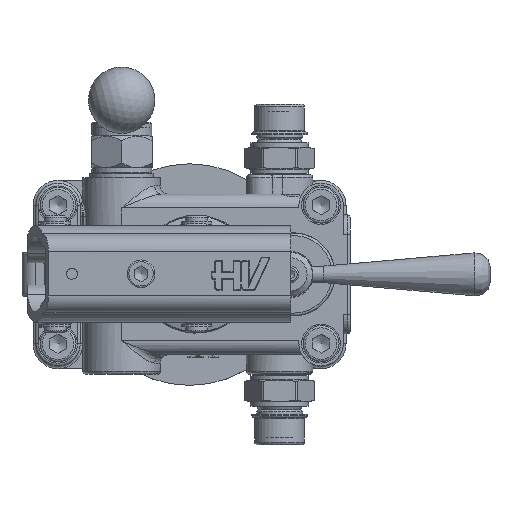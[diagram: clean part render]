
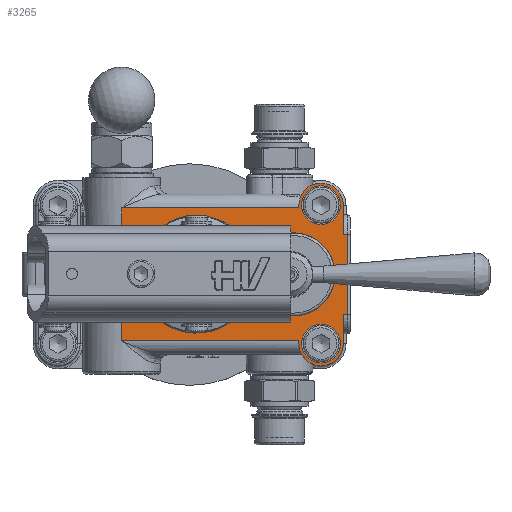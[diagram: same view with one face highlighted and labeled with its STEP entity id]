
A CAD part, top view. The second image highlights one B-rep face of the part: STEP entity #3265.
In plain terms, the highlighted planar face has unit normal (0, 0, 1).
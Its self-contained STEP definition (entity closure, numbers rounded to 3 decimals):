
#3056=CARTESIAN_POINT('',(46.504,20.355,43.));
#3057=VERTEX_POINT('',#3056);
#3058=CARTESIAN_POINT('',(59.,34.,43.));
#3059=DIRECTION('',(0.0,0.0,1.0));
#3060=DIRECTION('',(1.0,0.0,0.0));
#3061=AXIS2_PLACEMENT_3D('',#3058,#3059,#3060);
#3062=CIRCLE('',#3061,18.502);
#3063=EDGE_CURVE('',#3057,#3057,#3062,.T.);
#3080=CARTESIAN_POINT('',(104.,34.,43.));
#3081=DIRECTION('',(0.0,0.0,1.0));
#3082=DIRECTION('',(1.0,0.0,0.0));
#3083=AXIS2_PLACEMENT_3D('',#3080,#3081,#3082);
#3084=PLANE('',#3083);
#3085=CARTESIAN_POINT('',(113.5,48.5,43.));
#3086=VERTEX_POINT('',#3085);
#3087=CARTESIAN_POINT('',(113.5,19.5,43.));
#3088=VERTEX_POINT('',#3087);
#3089=CARTESIAN_POINT('',(113.5,48.5,43.));
#3090=DIRECTION('',(0.0,-1.0,0.0));
#3091=VECTOR('',#3090,29.);
#3092=LINE('',#3089,#3091);
#3093=EDGE_CURVE('',#3086,#3088,#3092,.T.);
#3094=ORIENTED_EDGE('',*,*,#3093,.F.);
#3095=CARTESIAN_POINT('',(112.,48.5,43.));
#3096=VERTEX_POINT('',#3095);
#3097=CARTESIAN_POINT('',(112.,48.5,43.));
#3098=DIRECTION('',(1.0,0.0,0.0));
#3099=VECTOR('',#3098,1.5);
#3100=LINE('',#3097,#3099);
#3101=EDGE_CURVE('',#3096,#3086,#3100,.T.);
#3102=ORIENTED_EDGE('',*,*,#3101,.F.);
#3103=CARTESIAN_POINT('',(112.0,59.,43.));
#3104=VERTEX_POINT('',#3103);
#3105=CARTESIAN_POINT('',(112.0,59.,43.));
#3106=DIRECTION('',(0.0,-1.0,0.0));
#3107=VECTOR('',#3106,10.5);
#3108=LINE('',#3105,#3107);
#3109=EDGE_CURVE('',#3104,#3096,#3108,.T.);
#3110=ORIENTED_EDGE('',*,*,#3109,.F.);
#3111=CARTESIAN_POINT('',(96.,59.,43.));
#3112=VERTEX_POINT('',#3111);
#3113=CARTESIAN_POINT('',(104.,59.,43.));
#3114=DIRECTION('',(0.0,0.0,-1.0));
#3115=DIRECTION('',(1.0,0.0,0.0));
#3116=AXIS2_PLACEMENT_3D('',#3113,#3114,#3115);
#3117=CIRCLE('',#3116,8.0);
#3118=EDGE_CURVE('',#3112,#3104,#3117,.T.);
#3119=ORIENTED_EDGE('',*,*,#3118,.F.);
#3120=CARTESIAN_POINT('',(96.,58.,43.));
#3121=VERTEX_POINT('',#3120);
#3122=CARTESIAN_POINT('',(96.,58.,43.));
#3123=DIRECTION('',(0.0,1.0,0.0));
#3124=VECTOR('',#3123,1.);
#3125=LINE('',#3122,#3124);
#3126=EDGE_CURVE('',#3121,#3112,#3125,.T.);
#3127=ORIENTED_EDGE('',*,*,#3126,.F.);
#3128=CARTESIAN_POINT('',(32.,58.,43.));
#3129=VERTEX_POINT('',#3128);
#3130=CARTESIAN_POINT('',(96.,58.,43.));
#3131=DIRECTION('',(-1.0,0.0,0.0));
#3132=VECTOR('',#3131,64.);
#3133=LINE('',#3130,#3132);
#3134=EDGE_CURVE('',#3121,#3129,#3133,.T.);
#3135=ORIENTED_EDGE('',*,*,#3134,.T.);
#3136=CARTESIAN_POINT('',(32.,44.122,43.));
#3137=VERTEX_POINT('',#3136);
#3138=CARTESIAN_POINT('',(32.0,44.122,43.0));
#3139=DIRECTION('',(0.0,1.0,0.0));
#3140=VECTOR('',#3139,13.878);
#3141=LINE('',#3138,#3140);
#3142=EDGE_CURVE('',#3137,#3129,#3141,.T.);
#3143=ORIENTED_EDGE('',*,*,#3142,.F.);
#3144=CARTESIAN_POINT('',(33.732,41.0,43.));
#3145=VERTEX_POINT('',#3144);
#3146=CARTESIAN_POINT('',(33.732,41.0,43.));
#3147=CARTESIAN_POINT('',(33.732,41.528,43.));
#3148=CARTESIAN_POINT('',(33.438,42.767,43.));
#3149=CARTESIAN_POINT('',(32.582,43.719,43.));
#3150=CARTESIAN_POINT('',(32.,44.122,43.));
#3151=B_SPLINE_CURVE_WITH_KNOTS('',3,(#3146,#3147,#3148,#3149,#3150),.UNSPECIFIED.,.F.,.U.,(4,1,4),(2.696,2.855,3.066),.UNSPECIFIED.);
#3152=EDGE_CURVE('',#3145,#3137,#3151,.T.);
#3153=ORIENTED_EDGE('',*,*,#3152,.F.);
#3154=CARTESIAN_POINT('',(33.732,27.,43.));
#3155=VERTEX_POINT('',#3154);
#3156=CARTESIAN_POINT('',(33.732,27.,43.));
#3157=DIRECTION('',(0.0,1.0,0.0));
#3158=VECTOR('',#3157,14.);
#3159=LINE('',#3156,#3158);
#3160=EDGE_CURVE('',#3155,#3145,#3159,.T.);
#3161=ORIENTED_EDGE('',*,*,#3160,.F.);
#3162=CARTESIAN_POINT('',(32.,23.878,43.));
#3163=VERTEX_POINT('',#3162);
#3164=CARTESIAN_POINT('',(32.,23.878,43.));
#3165=CARTESIAN_POINT('',(32.433,24.178,43.));
#3166=CARTESIAN_POINT('',(33.336,25.067,43.));
#3167=CARTESIAN_POINT('',(33.732,26.29,43.0));
#3168=CARTESIAN_POINT('',(33.732,27.,43.));
#3169=B_SPLINE_CURVE_WITH_KNOTS('',3,(#3164,#3165,#3166,#3167,#3168),.UNSPECIFIED.,.F.,.U.,(4,1,4),(2.696,2.854,3.065),.UNSPECIFIED.);
#3170=EDGE_CURVE('',#3163,#3155,#3169,.T.);
#3171=ORIENTED_EDGE('',*,*,#3170,.F.);
#3172=CARTESIAN_POINT('',(32.,10.0,43.));
#3173=VERTEX_POINT('',#3172);
#3174=CARTESIAN_POINT('',(32.0,10.,43.0));
#3175=DIRECTION('',(0.0,1.0,0.0));
#3176=VECTOR('',#3175,13.878);
#3177=LINE('',#3174,#3176);
#3178=EDGE_CURVE('',#3173,#3163,#3177,.T.);
#3179=ORIENTED_EDGE('',*,*,#3178,.F.);
#3180=CARTESIAN_POINT('',(96.0,10.0,43.));
#3181=VERTEX_POINT('',#3180);
#3182=CARTESIAN_POINT('',(96.0,10.0,43.));
#3183=DIRECTION('',(-1.0,0.0,0.0));
#3184=VECTOR('',#3183,64.);
#3185=LINE('',#3182,#3184);
#3186=EDGE_CURVE('',#3181,#3173,#3185,.T.);
#3187=ORIENTED_EDGE('',*,*,#3186,.F.);
#3188=CARTESIAN_POINT('',(96.0,9.,43.));
#3189=VERTEX_POINT('',#3188);
#3190=CARTESIAN_POINT('',(96.,9.,43.));
#3191=DIRECTION('',(0.0,1.0,0.0));
#3192=VECTOR('',#3191,1.);
#3193=LINE('',#3190,#3192);
#3194=EDGE_CURVE('',#3189,#3181,#3193,.T.);
#3195=ORIENTED_EDGE('',*,*,#3194,.F.);
#3196=CARTESIAN_POINT('',(112.,9.,43.));
#3197=VERTEX_POINT('',#3196);
#3198=CARTESIAN_POINT('',(104.0,9.,43.));
#3199=DIRECTION('',(0.0,0.0,-1.0));
#3200=DIRECTION('',(-1.0,0.0,0.0));
#3201=AXIS2_PLACEMENT_3D('',#3198,#3199,#3200);
#3202=CIRCLE('',#3201,8.0);
#3203=EDGE_CURVE('',#3197,#3189,#3202,.T.);
#3204=ORIENTED_EDGE('',*,*,#3203,.F.);
#3205=CARTESIAN_POINT('',(112.0,19.5,43.));
#3206=VERTEX_POINT('',#3205);
#3207=CARTESIAN_POINT('',(112.,19.5,43.));
#3208=DIRECTION('',(0.0,-1.0,0.0));
#3209=VECTOR('',#3208,10.5);
#3210=LINE('',#3207,#3209);
#3211=EDGE_CURVE('',#3206,#3197,#3210,.T.);
#3212=ORIENTED_EDGE('',*,*,#3211,.F.);
#3213=CARTESIAN_POINT('',(112.0,19.5,43.));
#3214=DIRECTION('',(1.0,0.0,0.0));
#3215=VECTOR('',#3214,1.5);
#3216=LINE('',#3213,#3215);
#3217=EDGE_CURVE('',#3206,#3088,#3216,.T.);
#3218=ORIENTED_EDGE('',*,*,#3217,.T.);
#3219=EDGE_LOOP('',(#3094,#3102,#3110,#3119,#3127,#3135,#3143,#3153,#3161,#3171,#3179,#3187,#3195,#3204,#3212,#3218));
#3220=FACE_OUTER_BOUND('',#3219,.T.);
#3221=CARTESIAN_POINT('',(83.0,44.198,43.));
#3222=VERTEX_POINT('',#3221);
#3223=CARTESIAN_POINT('',(83.0,23.802,43.));
#3224=VERTEX_POINT('',#3223);
#3225=CARTESIAN_POINT('',(94.,34.0,43.));
#3226=DIRECTION('',(0.0,0.0,-1.0));
#3227=DIRECTION('',(-1.0,0.0,0.0));
#3228=AXIS2_PLACEMENT_3D('',#3225,#3226,#3227);
#3229=CIRCLE('',#3228,15.0);
#3230=EDGE_CURVE('',#3222,#3224,#3229,.T.);
#3231=ORIENTED_EDGE('',*,*,#3230,.T.);
#3232=CARTESIAN_POINT('',(83.0,23.802,43.));
#3233=DIRECTION('',(0.0,1.0,0.0));
#3234=VECTOR('',#3233,20.396);
#3235=LINE('',#3232,#3234);
#3236=EDGE_CURVE('',#3224,#3222,#3235,.T.);
#3237=ORIENTED_EDGE('',*,*,#3236,.T.);
#3238=EDGE_LOOP('',(#3231,#3237));
#3239=FACE_BOUND('',#3238,.T.);
#3240=CARTESIAN_POINT('',(111.0,9.,43.));
#3241=VERTEX_POINT('',#3240);
#3242=CARTESIAN_POINT('',(104.0,9.,43.));
#3243=DIRECTION('',(0.0,0.0,-1.0));
#3244=DIRECTION('',(1.0,0.0,0.0));
#3245=AXIS2_PLACEMENT_3D('',#3242,#3243,#3244);
#3246=CIRCLE('',#3245,7.);
#3247=EDGE_CURVE('',#3241,#3241,#3246,.T.);
#3248=ORIENTED_EDGE('',*,*,#3247,.T.);
#3249=EDGE_LOOP('',(#3248));
#3250=FACE_BOUND('',#3249,.T.);
#3251=CARTESIAN_POINT('',(111.,59.,43.));
#3252=VERTEX_POINT('',#3251);
#3253=CARTESIAN_POINT('',(104.,59.,43.));
#3254=DIRECTION('',(0.0,0.0,-1.0));
#3255=DIRECTION('',(1.0,0.0,0.0));
#3256=AXIS2_PLACEMENT_3D('',#3253,#3254,#3255);
#3257=CIRCLE('',#3256,7.);
#3258=EDGE_CURVE('',#3252,#3252,#3257,.T.);
#3259=ORIENTED_EDGE('',*,*,#3258,.T.);
#3260=EDGE_LOOP('',(#3259));
#3261=FACE_BOUND('',#3260,.T.);
#3262=ORIENTED_EDGE('',*,*,#3063,.F.);
#3263=EDGE_LOOP('',(#3262));
#3264=FACE_BOUND('',#3263,.T.);
#3265=ADVANCED_FACE('',(#3220,#3239,#3250,#3261,#3264),#3084,.T.);
